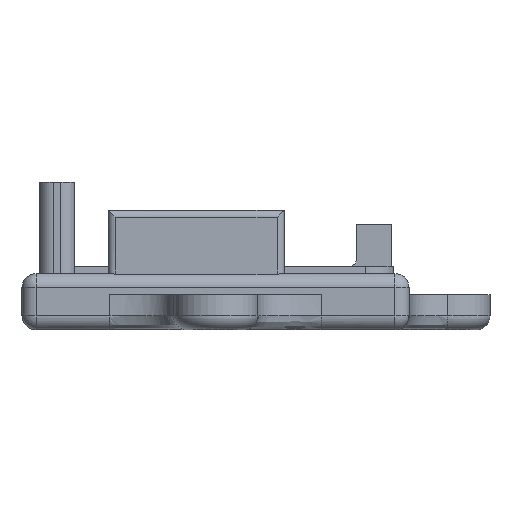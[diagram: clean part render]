
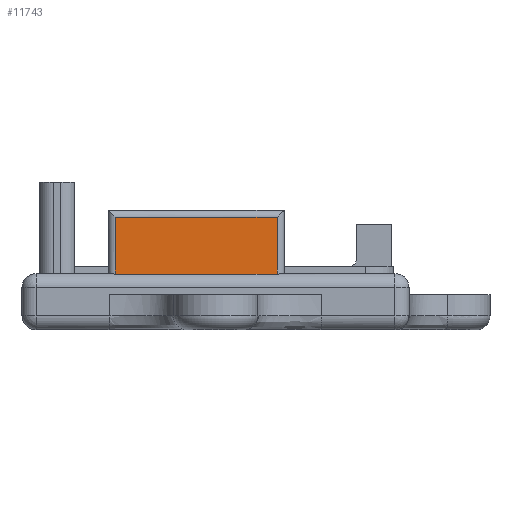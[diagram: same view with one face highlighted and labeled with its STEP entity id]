
A CAD part, left-side view. The second image highlights one B-rep face of the part: STEP entity #11743.
In plain terms, the highlighted planar face has unit normal (-1, 0, 0).
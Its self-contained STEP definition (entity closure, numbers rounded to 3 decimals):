
#1170=PLANE('',#12526);
#1488=FACE_OUTER_BOUND('',#2183,.T.);
#2183=EDGE_LOOP('',(#8612,#8613,#8614,#8615));
#2978=LINE('',#17138,#3972);
#3013=LINE('',#17257,#4007);
#3016=LINE('',#17265,#4010);
#3017=LINE('',#17268,#4011);
#3972=VECTOR('',#13345,10.);
#4007=VECTOR('',#13446,10.);
#4010=VECTOR('',#13453,10.);
#4011=VECTOR('',#13458,10.);
#5208=VERTEX_POINT('',#17128);
#5209=VERTEX_POINT('',#17137);
#5252=VERTEX_POINT('',#17256);
#5255=VERTEX_POINT('',#17264);
#6498=EDGE_CURVE('',#5208,#5209,#2978,.F.);
#6554=EDGE_CURVE('',#5252,#5208,#3013,.T.);
#6558=EDGE_CURVE('',#5209,#5255,#3016,.T.);
#6560=EDGE_CURVE('',#5255,#5252,#3017,.T.);
#8612=ORIENTED_EDGE('',*,*,#6554,.F.);
#8613=ORIENTED_EDGE('',*,*,#6560,.F.);
#8614=ORIENTED_EDGE('',*,*,#6558,.F.);
#8615=ORIENTED_EDGE('',*,*,#6498,.F.);
#11743=ADVANCED_FACE('',(#1488),#1170,.T.);
#12526=AXIS2_PLACEMENT_3D('',#17267,#13456,#13457);
#13345=DIRECTION('',(0.,-1.,0.));
#13446=DIRECTION('',(0.,0.,-1.));
#13453=DIRECTION('',(0.,0.,1.));
#13456=DIRECTION('center_axis',(-1.,0.,0.));
#13457=DIRECTION('ref_axis',(0.,-1.,0.));
#13458=DIRECTION('',(0.,-1.,0.));
#17128=CARTESIAN_POINT('',(-63.5,-8.75,7.936));
#17137=CARTESIAN_POINT('',(-63.5,14.25,7.936));
#17138=CARTESIAN_POINT('',(-63.5,13.75,7.936));
#17256=CARTESIAN_POINT('',(-63.5,-8.75,16.));
#17257=CARTESIAN_POINT('',(-63.5,-8.75,8.));
#17264=CARTESIAN_POINT('',(-63.5,14.25,16.));
#17265=CARTESIAN_POINT('',(-63.5,14.25,8.));
#17267=CARTESIAN_POINT('Origin',(-63.5,15.25,8.));
#17268=CARTESIAN_POINT('',(-63.5,9.,16.));
